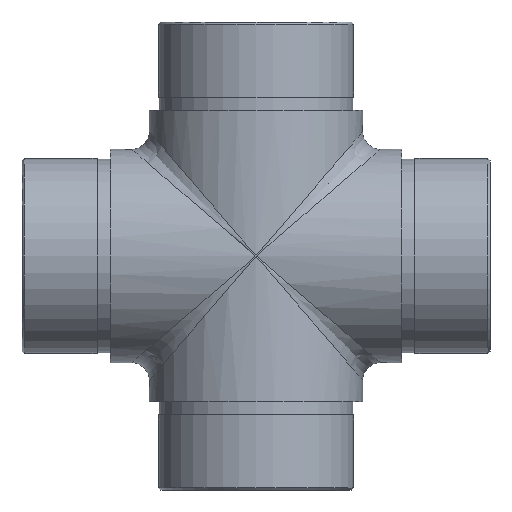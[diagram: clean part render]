
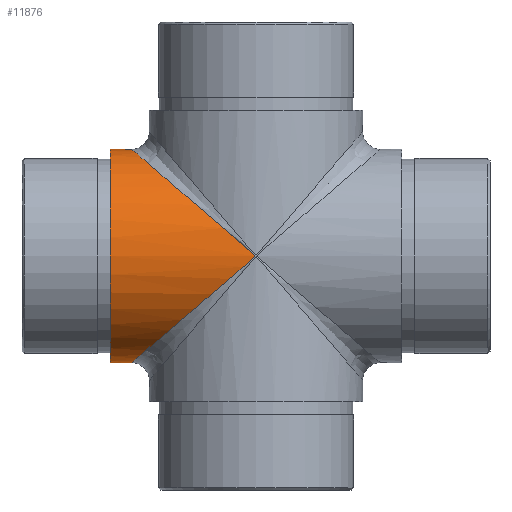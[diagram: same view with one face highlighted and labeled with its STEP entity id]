
A CAD part, left-side view. The second image highlights one B-rep face of the part: STEP entity #11876.
In plain terms, the highlighted cylindrical face has radius 24.15 mm (diameter 48.3 mm), a full revolution.
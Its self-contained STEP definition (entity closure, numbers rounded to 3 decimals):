
#1075 = AXIS2_PLACEMENT_3D ( 'NONE', #4072, #11721, #2992 ) ;
#1124 = VERTEX_POINT ( 'NONE', #10768 ) ;
#2371 = EDGE_CURVE ( 'NONE', #1124, #8584, #10371, .T. ) ;
#2711 = DIRECTION ( 'NONE',  ( 0., 1., 0. ) ) ;
#2726 = CARTESIAN_POINT ( 'NONE',  ( -24.15, 0., 0. ) ) ;
#2992 = DIRECTION ( 'NONE',  ( 0., 0., -1. ) ) ;
#3857 = CARTESIAN_POINT ( 'NONE',  ( -24.15, 56.3, -48.3 ) ) ;
#3918 = EDGE_CURVE ( 'NONE', #4317, #4317, #8886, .T. ) ;
#4072 = CARTESIAN_POINT ( 'NONE',  ( 0., 33., 0. ) ) ;
#4311 = EDGE_LOOP ( 'NONE', ( #4328, #10822 ) ) ;
#4317 = VERTEX_POINT ( 'NONE', #7027 ) ;
#4328 = ORIENTED_EDGE ( 'NONE', *, *, #2371, .T. ) ;
#4531 = CARTESIAN_POINT ( 'NONE',  ( 0., 33., 0. ) ) ;
#4647 = DIRECTION ( 'NONE',  ( 0., 0., 1. ) ) ;
#6189 = AXIS2_PLACEMENT_3D ( 'NONE', #4531, #2711, #4647 ) ;
#6751 = CARTESIAN_POINT ( 'NONE',  ( 24.15, 0., 0. ) ) ;
#7027 = CARTESIAN_POINT ( 'NONE',  ( 0., 33., 24.15 ) ) ;
#7038 = EDGE_LOOP ( 'NONE', ( #12054 ) ) ;
#7553 = CARTESIAN_POINT ( 'NONE',  ( -24.15, 0., 0. ) ) ;
#8556 =( BOUNDED_CURVE ( )  B_SPLINE_CURVE ( 3, ( #6751, #12582, #3857, #2726 ),
 .UNSPECIFIED., .F., .T. ) 
 B_SPLINE_CURVE_WITH_KNOTS ( ( 4, 4 ),
 ( 4.712, 7.854 ),
 .UNSPECIFIED. ) 
 CURVE ( )  GEOMETRIC_REPRESENTATION_ITEM ( )  RATIONAL_B_SPLINE_CURVE ( ( 1., 0.333, 0.333, 1. ) ) 
 REPRESENTATION_ITEM ( '' )  );
#8584 = VERTEX_POINT ( 'NONE', #11314 ) ;
#8623 = FACE_OUTER_BOUND ( 'NONE', #7038, .T. ) ;
#8745 = CARTESIAN_POINT ( 'NONE',  ( 24.15, 56.3, 48.3 ) ) ;
#8886 = CIRCLE ( 'NONE', #6189, 24.15 ) ;
#9234 = CYLINDRICAL_SURFACE ( 'NONE', #1075, 24.15 ) ;
#10371 =( BOUNDED_CURVE ( )  B_SPLINE_CURVE ( 3, ( #7553, #10524, #8745, #12675 ),
 .UNSPECIFIED., .F., .T. ) 
 B_SPLINE_CURVE_WITH_KNOTS ( ( 4, 4 ),
 ( 1.571, 4.712 ),
 .UNSPECIFIED. ) 
 CURVE ( )  GEOMETRIC_REPRESENTATION_ITEM ( )  RATIONAL_B_SPLINE_CURVE ( ( 1., 0.333, 0.333, 1. ) ) 
 REPRESENTATION_ITEM ( '' )  );
#10524 = CARTESIAN_POINT ( 'NONE',  ( -24.15, 56.3, 48.3 ) ) ;
#10768 = CARTESIAN_POINT ( 'NONE',  ( -24.15, 0., 0. ) ) ;
#10822 = ORIENTED_EDGE ( 'NONE', *, *, #11718, .T. ) ;
#11314 = CARTESIAN_POINT ( 'NONE',  ( 24.15, 0., 0. ) ) ;
#11718 = EDGE_CURVE ( 'NONE', #8584, #1124, #8556, .T. ) ;
#11721 = DIRECTION ( 'NONE',  ( 0., -1., 0. ) ) ;
#11876 = ADVANCED_FACE ( 'NONE', ( #8623, #12132 ), #9234, .T. ) ;
#12054 = ORIENTED_EDGE ( 'NONE', *, *, #3918, .F. ) ;
#12132 = FACE_OUTER_BOUND ( 'NONE', #4311, .T. ) ;
#12582 = CARTESIAN_POINT ( 'NONE',  ( 24.15, 56.3, -48.3 ) ) ;
#12675 = CARTESIAN_POINT ( 'NONE',  ( 24.15, 0., 0. ) ) ;
